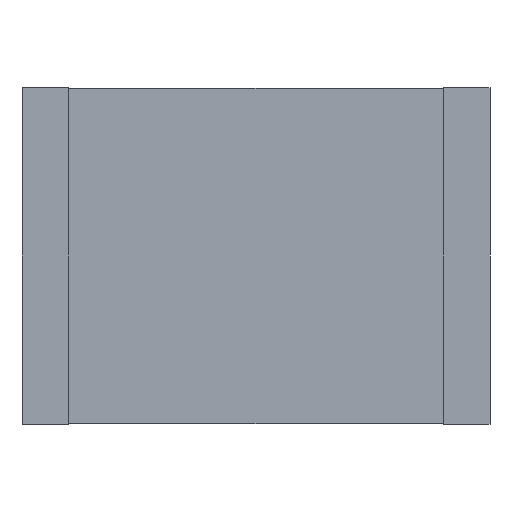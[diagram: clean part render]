
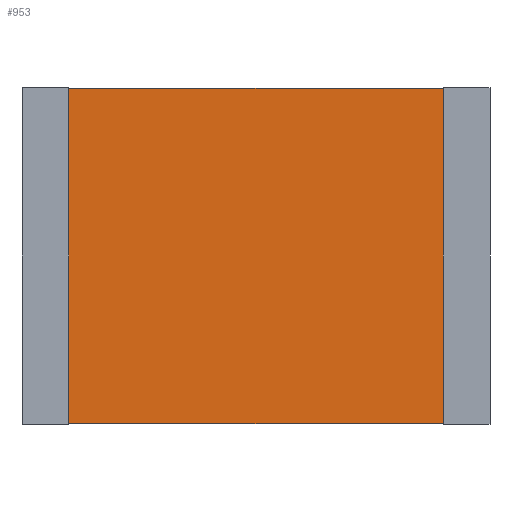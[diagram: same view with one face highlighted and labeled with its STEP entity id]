
A CAD part, front view. The second image highlights one B-rep face of the part: STEP entity #953.
In plain terms, the highlighted planar face has unit normal (0, -1, 0).
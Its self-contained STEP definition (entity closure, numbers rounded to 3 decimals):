
#18 = CARTESIAN_POINT ( 'NONE',  ( 0.49, 0., 0. ) ) ;
#82 = CARTESIAN_POINT ( 'NONE',  ( 0., 0., 0. ) ) ;
#146 = EDGE_LOOP ( 'NONE', ( #2271, #2094, #2027, #325 ) ) ;
#325 = ORIENTED_EDGE ( 'NONE', *, *, #761, .T. ) ;
#435 = CARTESIAN_POINT ( 'NONE',  ( 0.49, 0., 0. ) ) ;
#473 = VERTEX_POINT ( 'NONE', #2039 ) ;
#579 = PLANE ( 'NONE',  #1378 ) ;
#635 = LINE ( 'NONE', #2314, #1281 ) ;
#655 = DIRECTION ( 'NONE',  ( 1., 0., 0. ) ) ;
#735 = CARTESIAN_POINT ( 'NONE',  ( 0., 0., -3.58 ) ) ;
#761 = EDGE_CURVE ( 'NONE', #2389, #473, #1196, .T. ) ;
#853 = EDGE_CURVE ( 'NONE', #2389, #1508, #1610, .T. ) ;
#953 = ADVANCED_FACE ( 'NONE', ( #955 ), #579, .T. ) ;
#955 = FACE_OUTER_BOUND ( 'NONE', #146, .T. ) ;
#964 = VERTEX_POINT ( 'NONE', #1785 ) ;
#981 = DIRECTION ( 'NONE',  ( 0., -1., 0. ) ) ;
#1196 = LINE ( 'NONE', #18, #1226 ) ;
#1226 = VECTOR ( 'NONE', #2175, 1000. ) ;
#1260 = CARTESIAN_POINT ( 'NONE',  ( 0., 0., 0. ) ) ;
#1271 = EDGE_CURVE ( 'NONE', #964, #473, #1693, .T. ) ;
#1281 = VECTOR ( 'NONE', #1739, 1000. ) ;
#1378 = AXIS2_PLACEMENT_3D ( 'NONE', #82, #981, #1381 ) ;
#1381 = DIRECTION ( 'NONE',  ( 0., 0., -1. ) ) ;
#1473 = VECTOR ( 'NONE', #655, 1000. ) ;
#1508 = VERTEX_POINT ( 'NONE', #2479 ) ;
#1610 = LINE ( 'NONE', #1260, #1473 ) ;
#1693 = LINE ( 'NONE', #735, #2005 ) ;
#1739 = DIRECTION ( 'NONE',  ( 0., 0., 1. ) ) ;
#1785 = CARTESIAN_POINT ( 'NONE',  ( 4.49, 0., -3.58 ) ) ;
#1959 = DIRECTION ( 'NONE',  ( -1., 0., 0. ) ) ;
#2005 = VECTOR ( 'NONE', #1959, 1000. ) ;
#2027 = ORIENTED_EDGE ( 'NONE', *, *, #853, .F. ) ;
#2039 = CARTESIAN_POINT ( 'NONE',  ( 0.49, 0., -3.58 ) ) ;
#2094 = ORIENTED_EDGE ( 'NONE', *, *, #2323, .T. ) ;
#2175 = DIRECTION ( 'NONE',  ( 0., 0., -1. ) ) ;
#2271 = ORIENTED_EDGE ( 'NONE', *, *, #1271, .F. ) ;
#2314 = CARTESIAN_POINT ( 'NONE',  ( 4.49, 0., 0. ) ) ;
#2323 = EDGE_CURVE ( 'NONE', #964, #1508, #635, .T. ) ;
#2389 = VERTEX_POINT ( 'NONE', #435 ) ;
#2479 = CARTESIAN_POINT ( 'NONE',  ( 4.49, 0., 0. ) ) ;
